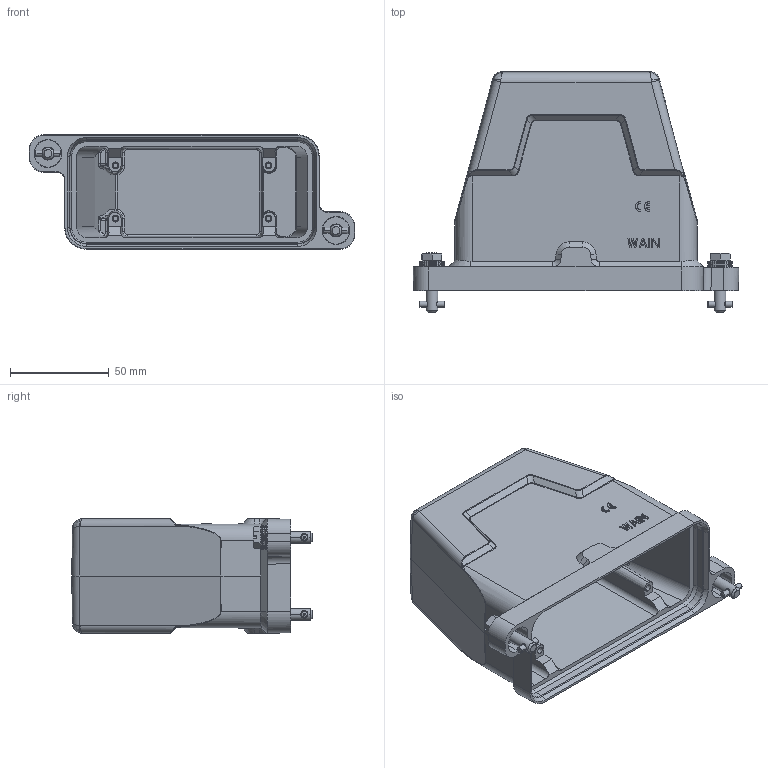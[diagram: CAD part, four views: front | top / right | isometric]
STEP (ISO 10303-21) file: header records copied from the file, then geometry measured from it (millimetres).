
FILE_DESCRIPTION(/* description */ (''),/* implementation_level */ '2;1');
FILE_NAME(/* name */ '3D_1136165405005_HP16B_H-SEH-2T-M40_V1.1.stp',/* time_stamp */ '2023-11-30T19:29:14+08:00',/* author */ (''),/* organization */ (''),/* preprocessor_version */ 'ST-DEVELOPER v18.1',/* originating_system */ 'SIEMENS PLM Software NX 1980',/* authorisation */ '');
FILE_SCHEMA (('AP242_MANAGED_MODEL_BASED_3D_ENGINEERING_MIM_LF { 1 0 10303 442 1 1 4 }'));
Length unit declared in the file: millimetre
Products named in the file (1): 3D_1136165405005_HP16B_H-SEH-2T-M40_V1.0_stp
Bounding box: 165 x 121.95 x 58 mm (x, y, z)
Volume: 211325.5 mm3; surface area: 84259.1 mm2
Topology: 1 solids, 5 shells, 790 faces, 2077 edges, 1326 vertices
Faces by surface type: plane 383, cylinder 179, cone 96, bspline 72, torus 45, sphere 14, revolution 1
Entity records: 32217 total; most frequent: CARTESIAN_POINT 14688, ORIENTED_EDGE 4154, DIRECTION 2836, EDGE_CURVE 2077, VERTEX_POINT 1326, AXIS2_PLACEMENT_3D 953, LINE 929, VECTOR 929
